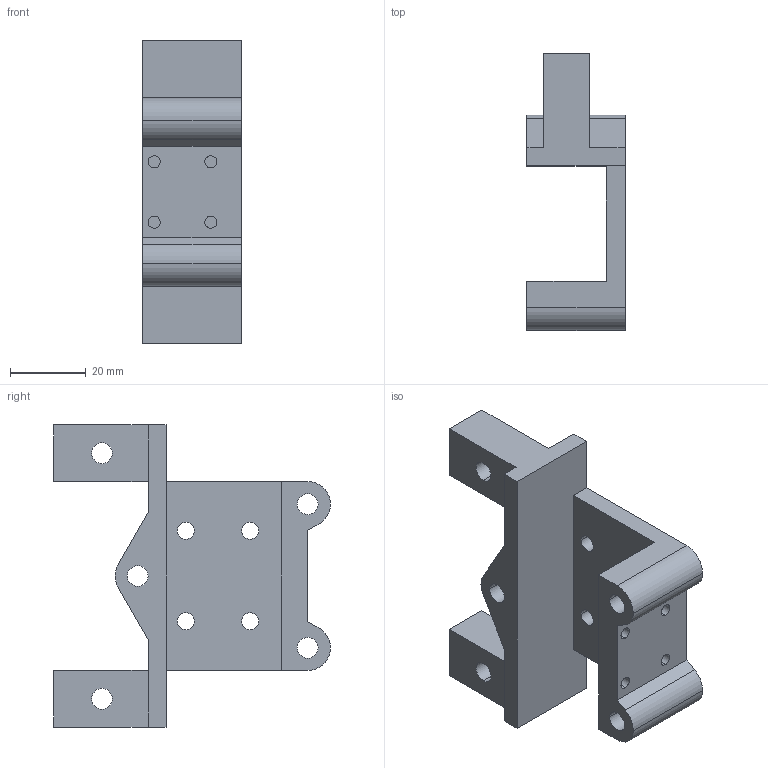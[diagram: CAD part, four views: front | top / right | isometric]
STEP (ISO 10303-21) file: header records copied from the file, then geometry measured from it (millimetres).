
FILE_DESCRIPTION (( 'STEP AP214' ), '1' );
FILE_NAME ('X Carriage Base.step', '2019-11-11T12:31:44', ( '' ), ( '' ), 'SwSTEP 2.0', 'SolidWorks 2019', '' );
FILE_SCHEMA (( 'AUTOMOTIVE_DESIGN' ));
Length unit declared in the file: millimetre
Products named in the file (1): X Carriage Base
Bounding box: 26 x 73.25 x 80 mm (x, y, z)
Volume: 39937.6 mm3; surface area: 17303.8 mm2
Topology: 1 solids, 1 shells, 56 faces, 162 edges, 108 vertices
Faces by surface type: cylinder 31, plane 25
Entity records: 1954 total; most frequent: DIRECTION 338, CARTESIAN_POINT 327, ORIENTED_EDGE 324, EDGE_CURVE 162, AXIS2_PLACEMENT_3D 119, VERTEX_POINT 108, VECTOR 100, LINE 100
